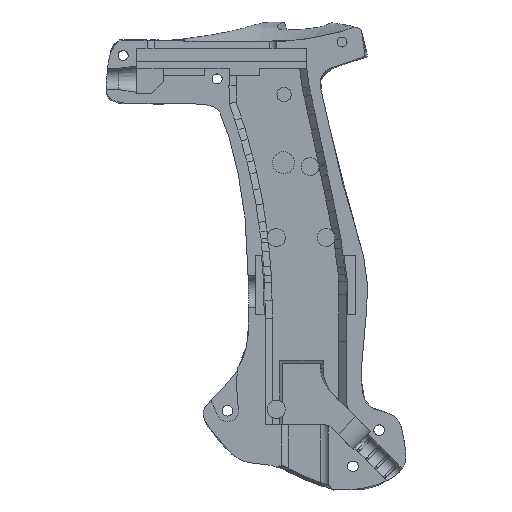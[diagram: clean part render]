
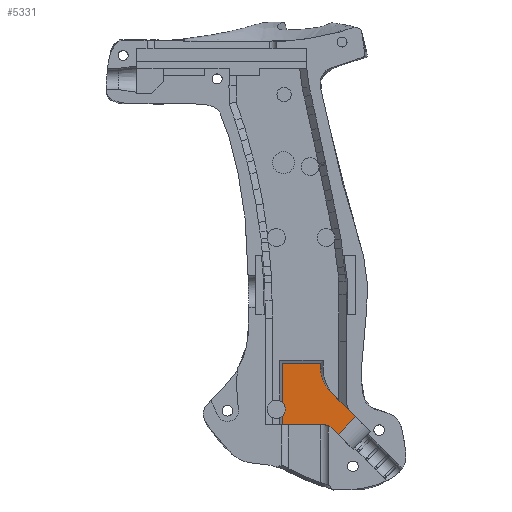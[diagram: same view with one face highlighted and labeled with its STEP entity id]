
A CAD part, top view. The second image highlights one B-rep face of the part: STEP entity #5331.
In plain terms, the highlighted planar face has unit normal (0, 0, 1).
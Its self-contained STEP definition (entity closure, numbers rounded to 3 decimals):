
#39=ELLIPSE('',#5670,9.551,9.25);
#161=CIRCLE('',#5669,2.5);
#250=PLANE('',#5668);
#497=FACE_OUTER_BOUND('',#809,.T.);
#809=EDGE_LOOP('',(#4099,#4100,#4101,#4102,#4103,#4104,#4105,#4106,#4107,
#4108,#4109,#4110));
#1093=LINE('',#8609,#1603);
#1171=LINE('',#9684,#1681);
#1195=LINE('',#12454,#1705);
#1196=LINE('',#12456,#1706);
#1197=LINE('',#12458,#1707);
#1198=LINE('',#12491,#1708);
#1199=LINE('',#12495,#1709);
#1200=LINE('',#12497,#1710);
#1201=LINE('',#12498,#1711);
#1603=VECTOR('',#6015,10.);
#1681=VECTOR('',#6195,10.);
#1705=VECTOR('',#6313,10.);
#1706=VECTOR('',#6314,10.);
#1707=VECTOR('',#6315,1.);
#1708=VECTOR('',#6316,10.);
#1709=VECTOR('',#6319,1.);
#1710=VECTOR('',#6320,1.);
#1711=VECTOR('',#6321,10.);
#2196=B_SPLINE_CURVE_WITH_KNOTS('',3,(#12460,#12461,#12462,#12463,#12464,
#12465,#12466,#12467,#12468,#12469,#12470,#12471,#12472,#12473,#12474,#12475,
#12476,#12477,#12478,#12479,#12480,#12481,#12482,#12483,#12484,#12485,#12486,
#12487,#12488,#12489,#12490),.UNSPECIFIED.,.F.,.F.,(4,3,3,3,3,3,3,3,3,3,
4),(0.001,0.037,0.073,0.11,
0.146,0.183,0.219,0.254,
0.29,0.326,0.362),.UNSPECIFIED.);
#2356=VERTEX_POINT('',#8606);
#2357=VERTEX_POINT('',#8608);
#2446=VERTEX_POINT('',#9683);
#2510=VERTEX_POINT('',#12450);
#2511=VERTEX_POINT('',#12451);
#2512=VERTEX_POINT('',#12453);
#2513=VERTEX_POINT('',#12455);
#2514=VERTEX_POINT('',#12457);
#2515=VERTEX_POINT('',#12459);
#2516=VERTEX_POINT('',#12492);
#2517=VERTEX_POINT('',#12494);
#2518=VERTEX_POINT('',#12496);
#2888=EDGE_CURVE('',#2357,#2356,#1093,.T.);
#3014=EDGE_CURVE('',#2446,#2357,#1171,.T.);
#3111=EDGE_CURVE('',#2510,#2511,#161,.T.);
#3112=EDGE_CURVE('',#2512,#2511,#1195,.T.);
#3113=EDGE_CURVE('',#2512,#2513,#1196,.T.);
#3114=EDGE_CURVE('',#2514,#2513,#1197,.T.);
#3115=EDGE_CURVE('',#2515,#2514,#2196,.F.);
#3116=EDGE_CURVE('',#2446,#2515,#1198,.F.);
#3117=EDGE_CURVE('',#2356,#2516,#39,.T.);
#3118=EDGE_CURVE('',#2517,#2516,#1199,.T.);
#3119=EDGE_CURVE('',#2518,#2517,#1200,.T.);
#3120=EDGE_CURVE('',#2510,#2518,#1201,.T.);
#4099=ORIENTED_EDGE('',*,*,#3111,.T.);
#4100=ORIENTED_EDGE('',*,*,#3112,.F.);
#4101=ORIENTED_EDGE('',*,*,#3113,.T.);
#4102=ORIENTED_EDGE('',*,*,#3114,.F.);
#4103=ORIENTED_EDGE('',*,*,#3115,.F.);
#4104=ORIENTED_EDGE('',*,*,#3116,.F.);
#4105=ORIENTED_EDGE('',*,*,#3014,.T.);
#4106=ORIENTED_EDGE('',*,*,#2888,.T.);
#4107=ORIENTED_EDGE('',*,*,#3117,.T.);
#4108=ORIENTED_EDGE('',*,*,#3118,.F.);
#4109=ORIENTED_EDGE('',*,*,#3119,.F.);
#4110=ORIENTED_EDGE('',*,*,#3120,.F.);
#5331=ADVANCED_FACE('',(#497),#250,.F.);
#5668=AXIS2_PLACEMENT_3D('',#12449,#6309,#6310);
#5669=AXIS2_PLACEMENT_3D('',#12452,#6311,#6312);
#5670=AXIS2_PLACEMENT_3D('',#12493,#6317,#6318);
#6015=DIRECTION('',(-0.707,0.707,0.));
#6195=DIRECTION('',(0.707,0.707,0.));
#6309=DIRECTION('center_axis',(0.,0.,-1.));
#6310=DIRECTION('ref_axis',(1.,0.,0.));
#6311=DIRECTION('center_axis',(0.,0.,-1.));
#6312=DIRECTION('ref_axis',(1.,0.,0.));
#6313=DIRECTION('',(0.,1.,0.));
#6314=DIRECTION('',(1.,0.,0.));
#6315=DIRECTION('',(0.,-1.,0.));
#6316=DIRECTION('',(0.707,-0.707,0.));
#6317=DIRECTION('center_axis',(0.,0.,-1.));
#6318=DIRECTION('ref_axis',(-0.707,0.707,0.));
#6319=DIRECTION('',(0.,-1.,0.));
#6320=DIRECTION('',(1.,0.,0.));
#6321=DIRECTION('',(0.,1.,0.));
#8606=CARTESIAN_POINT('',(6.221,-13.609,-77.734));
#8608=CARTESIAN_POINT('',(13.231,-20.618,-77.734));
#8609=CARTESIAN_POINT('',(12.443,-19.83,-77.734));
#9683=CARTESIAN_POINT('',(8.281,-25.568,-77.734));
#9684=CARTESIAN_POINT('',(9.573,-24.276,-77.734));
#12449=CARTESIAN_POINT('Origin',(4.693,-17.518,-77.734));
#12450=CARTESIAN_POINT('',(-7.381,-16.74,-77.734));
#12451=CARTESIAN_POINT('',(-7.381,-20.38,-77.734));
#12452=CARTESIAN_POINT('Origin',(-9.095,-18.56,-77.734));
#12453=CARTESIAN_POINT('',(-7.381,-22.916,-77.734));
#12454=CARTESIAN_POINT('',(-7.381,-9.629,-77.734));
#12455=CARTESIAN_POINT('',(3.369,-22.916,-77.734));
#12456=CARTESIAN_POINT('',(-9.505,-22.916,-77.734));
#12457=CARTESIAN_POINT('',(3.369,-22.915,-77.734));
#12458=CARTESIAN_POINT('',(3.369,-5.579,-77.734));
#12459=CARTESIAN_POINT('',(6.671,-23.958,-77.734));
#12460=CARTESIAN_POINT('Ctrl Pts',(3.369,-22.915,-77.734));
#12461=CARTESIAN_POINT('Ctrl Pts',(3.488,-22.894,-77.734));
#12462=CARTESIAN_POINT('Ctrl Pts',(3.608,-22.879,-77.734));
#12463=CARTESIAN_POINT('Ctrl Pts',(3.729,-22.871,-77.734));
#12464=CARTESIAN_POINT('Ctrl Pts',(3.847,-22.862,-77.734));
#12465=CARTESIAN_POINT('Ctrl Pts',(3.966,-22.859,-77.734));
#12466=CARTESIAN_POINT('Ctrl Pts',(4.085,-22.862,-77.734));
#12467=CARTESIAN_POINT('Ctrl Pts',(4.206,-22.865,-77.734));
#12468=CARTESIAN_POINT('Ctrl Pts',(4.327,-22.874,-77.734));
#12469=CARTESIAN_POINT('Ctrl Pts',(4.448,-22.889,-77.734));
#12470=CARTESIAN_POINT('Ctrl Pts',(4.569,-22.904,-77.734));
#12471=CARTESIAN_POINT('Ctrl Pts',(4.689,-22.924,-77.734));
#12472=CARTESIAN_POINT('Ctrl Pts',(4.808,-22.951,-77.734));
#12473=CARTESIAN_POINT('Ctrl Pts',(4.926,-22.976,-77.734));
#12474=CARTESIAN_POINT('Ctrl Pts',(5.043,-23.008,-77.734));
#12475=CARTESIAN_POINT('Ctrl Pts',(5.158,-23.045,-77.734));
#12476=CARTESIAN_POINT('Ctrl Pts',(5.273,-23.081,-77.734));
#12477=CARTESIAN_POINT('Ctrl Pts',(5.386,-23.123,-77.734));
#12478=CARTESIAN_POINT('Ctrl Pts',(5.496,-23.171,-77.734));
#12479=CARTESIAN_POINT('Ctrl Pts',(5.604,-23.216,-77.734));
#12480=CARTESIAN_POINT('Ctrl Pts',(5.71,-23.267,-77.734));
#12481=CARTESIAN_POINT('Ctrl Pts',(5.813,-23.323,-77.734));
#12482=CARTESIAN_POINT('Ctrl Pts',(5.92,-23.38,-77.734));
#12483=CARTESIAN_POINT('Ctrl Pts',(6.023,-23.442,-77.734));
#12484=CARTESIAN_POINT('Ctrl Pts',(6.123,-23.509,-77.734));
#12485=CARTESIAN_POINT('Ctrl Pts',(6.222,-23.575,-77.734));
#12486=CARTESIAN_POINT('Ctrl Pts',(6.317,-23.645,-77.734));
#12487=CARTESIAN_POINT('Ctrl Pts',(6.408,-23.72,-77.734));
#12488=CARTESIAN_POINT('Ctrl Pts',(6.5,-23.795,-77.734));
#12489=CARTESIAN_POINT('Ctrl Pts',(6.587,-23.874,-77.734));
#12490=CARTESIAN_POINT('Ctrl Pts',(6.671,-23.958,-77.734));
#12491=CARTESIAN_POINT('',(2.739,-20.025,-77.734));
#12492=CARTESIAN_POINT('',(3.369,-7.159,-77.734));
#12493=CARTESIAN_POINT('Origin',(12.762,-7.068,-77.734));
#12494=CARTESIAN_POINT('',(3.369,-5.579,-77.734));
#12495=CARTESIAN_POINT('',(3.369,-5.579,-77.734));
#12496=CARTESIAN_POINT('',(-7.381,-5.579,-77.734));
#12497=CARTESIAN_POINT('',(3.369,-5.579,-77.734));
#12498=CARTESIAN_POINT('',(-7.381,-9.629,-77.734));
